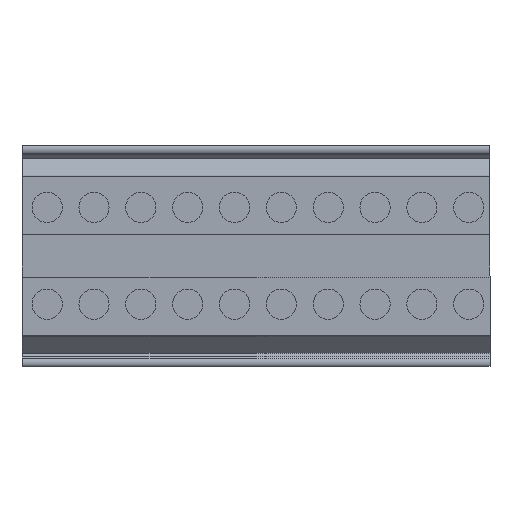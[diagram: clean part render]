
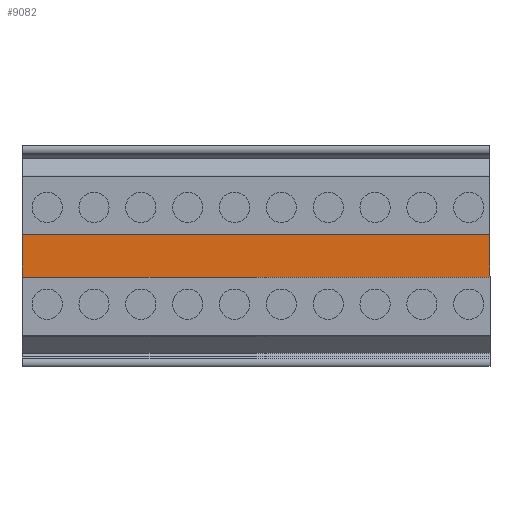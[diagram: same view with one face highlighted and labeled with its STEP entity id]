
A CAD part, top view. The second image highlights one B-rep face of the part: STEP entity #9082.
In plain terms, the highlighted planar face has unit normal (0, 0, 1).
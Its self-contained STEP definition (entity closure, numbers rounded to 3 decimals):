
#1357=ORIENTED_EDGE('',*,*,#3620,.T.);
#1358=ORIENTED_EDGE('',*,*,#3621,.F.);
#1359=ORIENTED_EDGE('',*,*,#3185,.F.);
#1360=ORIENTED_EDGE('',*,*,#3622,.T.);
#3185=EDGE_CURVE('',#4459,#4460,#5303,.T.);
#3620=EDGE_CURVE('',#4735,#4736,#5708,.T.);
#3621=EDGE_CURVE('',#4460,#4736,#5709,.T.);
#3622=EDGE_CURVE('',#4459,#4735,#5710,.T.);
#4459=VERTEX_POINT('',#13188);
#4460=VERTEX_POINT('',#13190);
#4735=VERTEX_POINT('',#14033);
#4736=VERTEX_POINT('',#14034);
#5303=LINE('',#13189,#6474);
#5708=LINE('',#14032,#6879);
#5709=LINE('',#14035,#6880);
#5710=LINE('',#14036,#6881);
#6474=VECTOR('',#10570,1000.);
#6879=VECTOR('',#11301,1000.);
#6880=VECTOR('',#11302,1000.);
#6881=VECTOR('',#11303,1000.);
#7571=EDGE_LOOP('',(#1357,#1358,#1359,#1360));
#8120=FACE_BOUND('',#7571,.T.);
#8624=PLANE('',#9663);
#9082=ADVANCED_FACE('',(#8120),#8624,.F.);
#9663=AXIS2_PLACEMENT_3D('',#14031,#11299,#11300);
#10570=DIRECTION('',(0.,-1.,0.));
#11299=DIRECTION('',(0.,0.,-1.));
#11300=DIRECTION('',(-1.,0.,0.));
#11301=DIRECTION('',(0.,-1.,0.));
#11302=DIRECTION('',(-1.,0.,0.));
#11303=DIRECTION('',(-1.,0.,0.));
#13188=CARTESIAN_POINT('',(30.2,2.75,5.75));
#13189=CARTESIAN_POINT('',(30.2,-2.75,5.75));
#13190=CARTESIAN_POINT('',(30.2,-2.75,5.75));
#14031=CARTESIAN_POINT('',(12.05,-2.75,5.75));
#14032=CARTESIAN_POINT('',(-30.25,-2.75,5.75));
#14033=CARTESIAN_POINT('',(-30.25,2.75,5.75));
#14034=CARTESIAN_POINT('',(-30.25,-2.75,5.75));
#14035=CARTESIAN_POINT('',(-0.05,-2.75,5.75));
#14036=CARTESIAN_POINT('',(-0.05,2.75,5.75));
